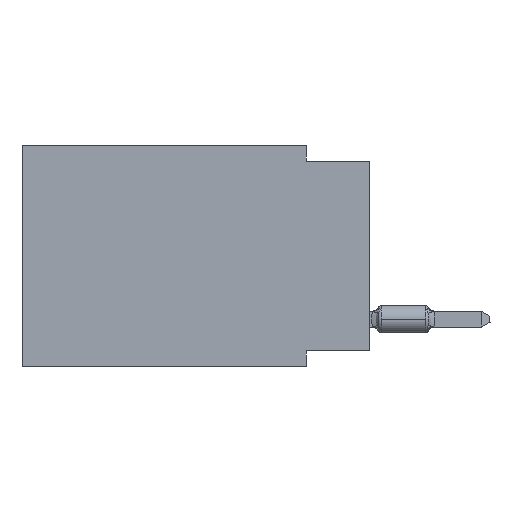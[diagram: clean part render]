
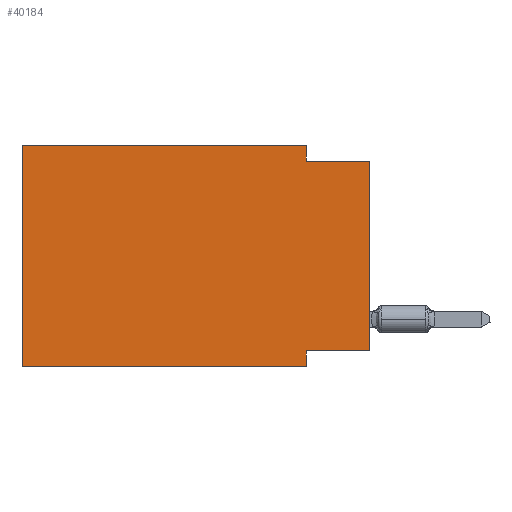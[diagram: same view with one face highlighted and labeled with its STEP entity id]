
A CAD part, left-side view. The second image highlights one B-rep face of the part: STEP entity #40184.
In plain terms, the highlighted planar face has unit normal (-1, 0, 0).
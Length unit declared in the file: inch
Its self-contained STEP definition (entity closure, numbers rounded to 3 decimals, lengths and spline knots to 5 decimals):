
#889 = CARTESIAN_POINT ( 'NONE',  ( 0., 0.1, 0. ) ) ;
#1420 = PLANE ( 'NONE',  #3359 ) ;
#3359 = AXIS2_PLACEMENT_3D ( 'NONE', #10802, #21869, #11135 ) ;
#4027 = ORIENTED_EDGE ( 'NONE', *, *, #5639, .F. ) ;
#5639 = EDGE_CURVE ( 'NONE', #54850, #32158, #47824, .T. ) ;
#5766 = VERTEX_POINT ( 'NONE', #59853 ) ;
#6455 = VECTOR ( 'NONE', #17434, 39.37008 ) ;
#7037 = DIRECTION ( 'NONE',  ( 0., 1., 0. ) ) ;
#9407 = ORIENTED_EDGE ( 'NONE', *, *, #14270, .F. ) ;
#10802 = CARTESIAN_POINT ( 'NONE',  ( 0., 0.55, 0. ) ) ;
#11123 = DIRECTION ( 'NONE',  ( 0., -1., 0. ) ) ;
#11135 = DIRECTION ( 'NONE',  ( 0., 0., -1. ) ) ;
#12055 = LINE ( 'NONE', #52951, #15158 ) ;
#12721 = CARTESIAN_POINT ( 'NONE',  ( 0., 0.1, -0.35 ) ) ;
#13580 = VERTEX_POINT ( 'NONE', #32851 ) ;
#13638 = LINE ( 'NONE', #63947, #21476 ) ;
#14270 = EDGE_CURVE ( 'NONE', #13580, #31830, #48112, .T. ) ;
#15042 = LINE ( 'NONE', #39548, #19191 ) ;
#15158 = VECTOR ( 'NONE', #7037, 39.37008 ) ;
#15354 = EDGE_CURVE ( 'NONE', #5766, #18163, #43263, .T. ) ;
#15857 = EDGE_CURVE ( 'NONE', #32158, #19488, #13638, .T. ) ;
#17434 = DIRECTION ( 'NONE',  ( 0., 0., -1. ) ) ;
#17913 = DIRECTION ( 'NONE',  ( 0., 0., 1. ) ) ;
#18163 = VERTEX_POINT ( 'NONE', #45886 ) ;
#18466 = ORIENTED_EDGE ( 'NONE', *, *, #15857, .F. ) ;
#19191 = VECTOR ( 'NONE', #30471, 39.37008 ) ;
#19488 = VERTEX_POINT ( 'NONE', #46375 ) ;
#20685 = VERTEX_POINT ( 'NONE', #20965 ) ;
#20965 = CARTESIAN_POINT ( 'NONE',  ( 0., 0., -0.325 ) ) ;
#21275 = VECTOR ( 'NONE', #63245, 39.37008 ) ;
#21476 = VECTOR ( 'NONE', #34096, 39.37008 ) ;
#21869 = DIRECTION ( 'NONE',  ( 1., 0., 0. ) ) ;
#21991 = CARTESIAN_POINT ( 'NONE',  ( 0., 0.1, -0.025 ) ) ;
#22638 = CARTESIAN_POINT ( 'NONE',  ( 0., 0.55, 0. ) ) ;
#23244 = ORIENTED_EDGE ( 'NONE', *, *, #15354, .F. ) ;
#23995 = EDGE_LOOP ( 'NONE', ( #39236, #18466, #4027, #51209, #9407, #64575, #23244, #49308 ) ) ;
#25972 = CARTESIAN_POINT ( 'NONE',  ( 0., 0.55, -0.35 ) ) ;
#26886 = CARTESIAN_POINT ( 'NONE',  ( 0., 0.55, 0. ) ) ;
#30471 = DIRECTION ( 'NONE',  ( 0., 0., 1. ) ) ;
#31830 = VERTEX_POINT ( 'NONE', #63953 ) ;
#32158 = VERTEX_POINT ( 'NONE', #21991 ) ;
#32851 = CARTESIAN_POINT ( 'NONE',  ( 0., 0.55, -0.35 ) ) ;
#33102 = VECTOR ( 'NONE', #17913, 39.37008 ) ;
#34096 = DIRECTION ( 'NONE',  ( 0., -1., 0. ) ) ;
#36372 = EDGE_CURVE ( 'NONE', #20685, #19488, #15042, .T. ) ;
#38555 = EDGE_CURVE ( 'NONE', #13580, #18163, #57151, .T. ) ;
#39021 = EDGE_CURVE ( 'NONE', #31830, #54850, #62440, .T. ) ;
#39236 = ORIENTED_EDGE ( 'NONE', *, *, #36372, .T. ) ;
#39548 = CARTESIAN_POINT ( 'NONE',  ( 0., 0., 0. ) ) ;
#40184 = ADVANCED_FACE ( 'NONE', ( #57079 ), #1420, .F. ) ;
#40716 = EDGE_CURVE ( 'NONE', #20685, #5766, #12055, .T. ) ;
#42848 = VECTOR ( 'NONE', #46439, 39.37008 ) ;
#43263 = LINE ( 'NONE', #12721, #6455 ) ;
#45886 = CARTESIAN_POINT ( 'NONE',  ( 0., 0.1, -0.35 ) ) ;
#46375 = CARTESIAN_POINT ( 'NONE',  ( 0., 0., -0.025 ) ) ;
#46439 = DIRECTION ( 'NONE',  ( 0., -1., 0. ) ) ;
#47824 = LINE ( 'NONE', #889, #21275 ) ;
#48112 = LINE ( 'NONE', #22638, #33102 ) ;
#49308 = ORIENTED_EDGE ( 'NONE', *, *, #40716, .F. ) ;
#51209 = ORIENTED_EDGE ( 'NONE', *, *, #39021, .F. ) ;
#52951 = CARTESIAN_POINT ( 'NONE',  ( 0., 0., -0.325 ) ) ;
#54850 = VERTEX_POINT ( 'NONE', #61073 ) ;
#57079 = FACE_OUTER_BOUND ( 'NONE', #23995, .T. ) ;
#57151 = LINE ( 'NONE', #25972, #42848 ) ;
#59853 = CARTESIAN_POINT ( 'NONE',  ( 0., 0.1, -0.325 ) ) ;
#60031 = VECTOR ( 'NONE', #11123, 39.37008 ) ;
#61073 = CARTESIAN_POINT ( 'NONE',  ( 0., 0.1, 0. ) ) ;
#62440 = LINE ( 'NONE', #26886, #60031 ) ;
#63245 = DIRECTION ( 'NONE',  ( 0., 0., -1. ) ) ;
#63947 = CARTESIAN_POINT ( 'NONE',  ( 0., 0., -0.025 ) ) ;
#63953 = CARTESIAN_POINT ( 'NONE',  ( 0., 0.55, 0. ) ) ;
#64575 = ORIENTED_EDGE ( 'NONE', *, *, #38555, .T. ) ;
